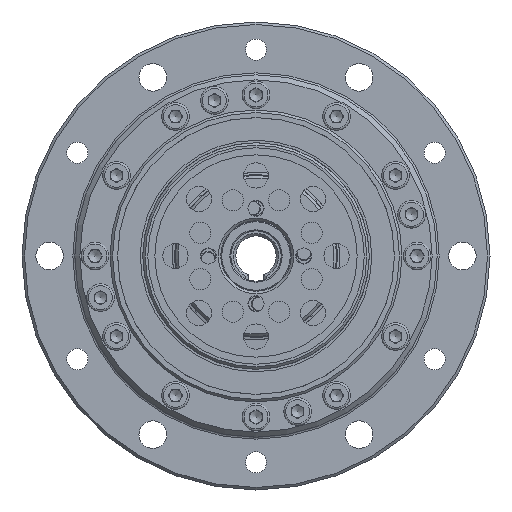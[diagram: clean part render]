
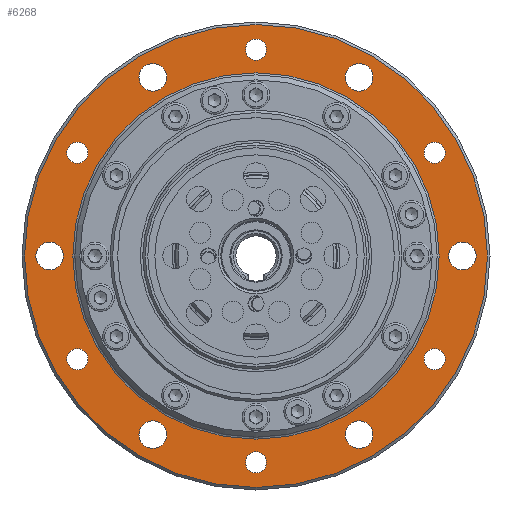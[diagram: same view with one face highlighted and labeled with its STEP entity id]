
A CAD part, left-side view. The second image highlights one B-rep face of the part: STEP entity #6268.
In plain terms, the highlighted planar face has unit normal (-1, 0, 0).
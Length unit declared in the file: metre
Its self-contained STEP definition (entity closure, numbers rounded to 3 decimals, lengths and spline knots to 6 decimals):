
#1363=ORIENTED_EDGE('',*,*,#2601,.T.);
#1364=ORIENTED_EDGE('',*,*,#2602,.F.);
#1365=ORIENTED_EDGE('',*,*,#2603,.T.);
#1366=ORIENTED_EDGE('',*,*,#2604,.T.);
#1367=ORIENTED_EDGE('',*,*,#2605,.T.);
#1368=ORIENTED_EDGE('',*,*,#2606,.T.);
#1369=ORIENTED_EDGE('',*,*,#2607,.T.);
#1370=ORIENTED_EDGE('',*,*,#2608,.T.);
#1371=ORIENTED_EDGE('',*,*,#2609,.T.);
#1372=ORIENTED_EDGE('',*,*,#2610,.T.);
#1373=ORIENTED_EDGE('',*,*,#2611,.T.);
#1374=ORIENTED_EDGE('',*,*,#2612,.T.);
#1375=ORIENTED_EDGE('',*,*,#2613,.T.);
#1376=ORIENTED_EDGE('',*,*,#2614,.T.);
#2601=EDGE_CURVE('',#3249,#3249,#3812,.T.);
#2602=EDGE_CURVE('',#3250,#3250,#3813,.T.);
#2603=EDGE_CURVE('',#3251,#3251,#3814,.T.);
#2604=EDGE_CURVE('',#3252,#3252,#3815,.T.);
#2605=EDGE_CURVE('',#3253,#3253,#3816,.T.);
#2606=EDGE_CURVE('',#3254,#3254,#3817,.T.);
#2607=EDGE_CURVE('',#3255,#3255,#3818,.T.);
#2608=EDGE_CURVE('',#3256,#3256,#3819,.T.);
#2609=EDGE_CURVE('',#3257,#3257,#3820,.T.);
#2610=EDGE_CURVE('',#3258,#3258,#3821,.T.);
#2611=EDGE_CURVE('',#3259,#3259,#3822,.T.);
#2612=EDGE_CURVE('',#3260,#3260,#3823,.T.);
#2613=EDGE_CURVE('',#3261,#3261,#3824,.T.);
#2614=EDGE_CURVE('',#3262,#3262,#3825,.T.);
#3249=VERTEX_POINT('',#10597);
#3250=VERTEX_POINT('',#10599);
#3251=VERTEX_POINT('',#10601);
#3252=VERTEX_POINT('',#10603);
#3253=VERTEX_POINT('',#10605);
#3254=VERTEX_POINT('',#10607);
#3255=VERTEX_POINT('',#10609);
#3256=VERTEX_POINT('',#10611);
#3257=VERTEX_POINT('',#10613);
#3258=VERTEX_POINT('',#10615);
#3259=VERTEX_POINT('',#10617);
#3260=VERTEX_POINT('',#10619);
#3261=VERTEX_POINT('',#10621);
#3262=VERTEX_POINT('',#10623);
#3812=CIRCLE('',#7288,0.046);
#3813=CIRCLE('',#7289,0.0364);
#3814=CIRCLE('',#7290,0.00275);
#3815=CIRCLE('',#7291,0.00275);
#3816=CIRCLE('',#7292,0.00275);
#3817=CIRCLE('',#7293,0.00275);
#3818=CIRCLE('',#7294,0.00275);
#3819=CIRCLE('',#7295,0.00275);
#3820=CIRCLE('',#7296,0.0021);
#3821=CIRCLE('',#7297,0.0021);
#3822=CIRCLE('',#7298,0.0021);
#3823=CIRCLE('',#7299,0.0021);
#3824=CIRCLE('',#7300,0.0021);
#3825=CIRCLE('',#7301,0.0021);
#4344=EDGE_LOOP('',(#1363));
#4345=EDGE_LOOP('',(#1364));
#4346=EDGE_LOOP('',(#1365));
#4347=EDGE_LOOP('',(#1366));
#4348=EDGE_LOOP('',(#1367));
#4349=EDGE_LOOP('',(#1368));
#4350=EDGE_LOOP('',(#1369));
#4351=EDGE_LOOP('',(#1370));
#4352=EDGE_LOOP('',(#1371));
#4353=EDGE_LOOP('',(#1372));
#4354=EDGE_LOOP('',(#1373));
#4355=EDGE_LOOP('',(#1374));
#4356=EDGE_LOOP('',(#1375));
#4357=EDGE_LOOP('',(#1376));
#5260=FACE_BOUND('',#4344,.T.);
#5261=FACE_BOUND('',#4345,.T.);
#5262=FACE_BOUND('',#4346,.T.);
#5263=FACE_BOUND('',#4347,.T.);
#5264=FACE_BOUND('',#4348,.T.);
#5265=FACE_BOUND('',#4349,.T.);
#5266=FACE_BOUND('',#4350,.T.);
#5267=FACE_BOUND('',#4351,.T.);
#5268=FACE_BOUND('',#4352,.T.);
#5269=FACE_BOUND('',#4353,.T.);
#5270=FACE_BOUND('',#4354,.T.);
#5271=FACE_BOUND('',#4355,.T.);
#5272=FACE_BOUND('',#4356,.T.);
#5273=FACE_BOUND('',#4357,.T.);
#6096=PLANE('',#7287);
#6268=ADVANCED_FACE('',(#5260,#5261,#5262,#5263,#5264,#5265,#5266,#5267,
#5268,#5269,#5270,#5271,#5272,#5273),#6096,.F.);
#7287=AXIS2_PLACEMENT_3D('',#10595,#8497,#8498);
#7288=AXIS2_PLACEMENT_3D('',#10596,#8499,#8500);
#7289=AXIS2_PLACEMENT_3D('',#10598,#8501,#8502);
#7290=AXIS2_PLACEMENT_3D('',#10600,#8503,#8504);
#7291=AXIS2_PLACEMENT_3D('',#10602,#8505,#8506);
#7292=AXIS2_PLACEMENT_3D('',#10604,#8507,#8508);
#7293=AXIS2_PLACEMENT_3D('',#10606,#8509,#8510);
#7294=AXIS2_PLACEMENT_3D('',#10608,#8511,#8512);
#7295=AXIS2_PLACEMENT_3D('',#10610,#8513,#8514);
#7296=AXIS2_PLACEMENT_3D('',#10612,#8515,#8516);
#7297=AXIS2_PLACEMENT_3D('',#10614,#8517,#8518);
#7298=AXIS2_PLACEMENT_3D('',#10616,#8519,#8520);
#7299=AXIS2_PLACEMENT_3D('',#10618,#8521,#8522);
#7300=AXIS2_PLACEMENT_3D('',#10620,#8523,#8524);
#7301=AXIS2_PLACEMENT_3D('',#10622,#8525,#8526);
#8497=DIRECTION('',(1.,0.,0.));
#8498=DIRECTION('',(0.,0.,-1.));
#8499=DIRECTION('',(-1.,0.,0.));
#8500=DIRECTION('',(0.,0.,1.));
#8501=DIRECTION('',(-1.,0.,0.));
#8502=DIRECTION('',(0.,0.,1.));
#8503=DIRECTION('',(1.,0.,0.));
#8504=DIRECTION('',(0.,0.,-1.));
#8505=DIRECTION('',(1.,0.,0.));
#8506=DIRECTION('',(0.,0.,-1.));
#8507=DIRECTION('',(1.,0.,0.));
#8508=DIRECTION('',(0.,0.,-1.));
#8509=DIRECTION('',(1.,0.,0.));
#8510=DIRECTION('',(0.,0.,-1.));
#8511=DIRECTION('',(1.,0.,0.));
#8512=DIRECTION('',(0.,0.,-1.));
#8513=DIRECTION('',(1.,0.,0.));
#8514=DIRECTION('',(0.,0.,-1.));
#8515=DIRECTION('',(1.,0.,0.));
#8516=DIRECTION('',(0.,0.,-1.));
#8517=DIRECTION('',(1.,0.,0.));
#8518=DIRECTION('',(0.,0.,-1.));
#8519=DIRECTION('',(1.,0.,0.));
#8520=DIRECTION('',(0.,0.,-1.));
#8521=DIRECTION('',(1.,0.,0.));
#8522=DIRECTION('',(0.,0.,-1.));
#8523=DIRECTION('',(1.,0.,0.));
#8524=DIRECTION('',(0.,0.,-1.));
#8525=DIRECTION('',(1.,0.,0.));
#8526=DIRECTION('',(0.,0.,-1.));
#10595=CARTESIAN_POINT('',(0.0137,0.046,0.));
#10596=CARTESIAN_POINT('',(0.0137,0.,0.));
#10597=CARTESIAN_POINT('',(0.0137,0.,0.046));
#10598=CARTESIAN_POINT('',(0.0137,0.,0.));
#10599=CARTESIAN_POINT('',(0.0137,0.,0.0364));
#10600=CARTESIAN_POINT('',(0.0137,0.041,0.));
#10601=CARTESIAN_POINT('',(0.0137,0.041,-0.00275));
#10602=CARTESIAN_POINT('',(0.0137,0.0205,-0.035507));
#10603=CARTESIAN_POINT('',(0.0137,0.0205,-0.038257));
#10604=CARTESIAN_POINT('',(0.0137,-0.0205,-0.035507));
#10605=CARTESIAN_POINT('',(0.0137,-0.0205,-0.038257));
#10606=CARTESIAN_POINT('',(0.0137,-0.041,0.));
#10607=CARTESIAN_POINT('',(0.0137,-0.041,-0.00275));
#10608=CARTESIAN_POINT('',(0.0137,-0.0205,0.035507));
#10609=CARTESIAN_POINT('',(0.0137,-0.0205,0.032757));
#10610=CARTESIAN_POINT('',(0.0137,0.0205,0.035507));
#10611=CARTESIAN_POINT('',(0.0137,0.0205,0.032757));
#10612=CARTESIAN_POINT('',(0.0137,0.035507,-0.0205));
#10613=CARTESIAN_POINT('',(0.0137,0.035507,-0.0226));
#10614=CARTESIAN_POINT('',(0.0137,0.,-0.041));
#10615=CARTESIAN_POINT('',(0.0137,0.,-0.0431));
#10616=CARTESIAN_POINT('',(0.0137,-0.035507,-0.0205));
#10617=CARTESIAN_POINT('',(0.0137,-0.035507,-0.0226));
#10618=CARTESIAN_POINT('',(0.0137,-0.035507,0.0205));
#10619=CARTESIAN_POINT('',(0.0137,-0.035507,0.0184));
#10620=CARTESIAN_POINT('',(0.0137,0.,0.041));
#10621=CARTESIAN_POINT('',(0.0137,0.,0.0389));
#10622=CARTESIAN_POINT('',(0.0137,0.035507,0.0205));
#10623=CARTESIAN_POINT('',(0.0137,0.035507,0.0184));
